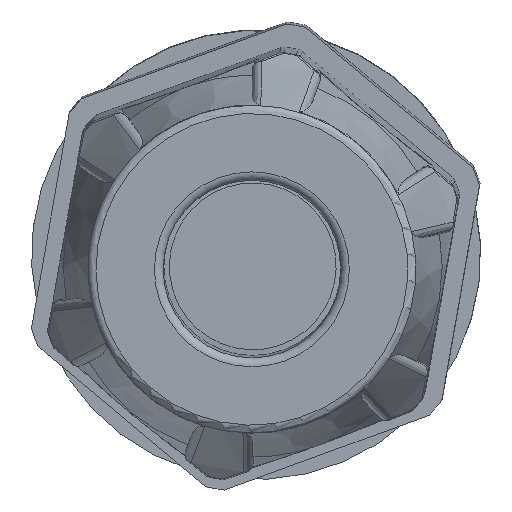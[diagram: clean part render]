
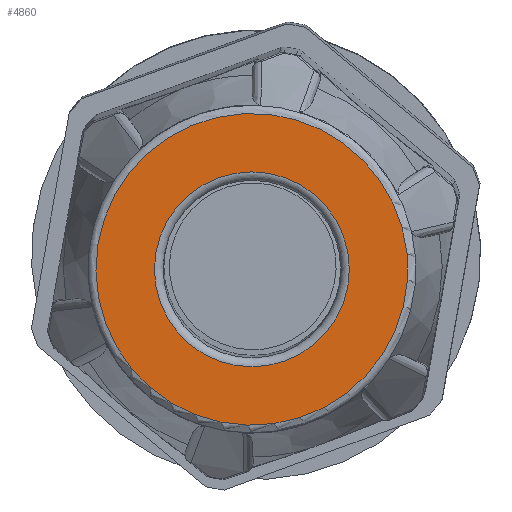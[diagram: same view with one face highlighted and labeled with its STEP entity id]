
A CAD part, left-side view. The second image highlights one B-rep face of the part: STEP entity #4860.
In plain terms, the highlighted face is planar.
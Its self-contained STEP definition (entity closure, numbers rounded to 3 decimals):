
#306=FACE_BOUND('',#1584,.T.);
#985=PLANE('',#5433);
#1260=FACE_OUTER_BOUND('',#1583,.T.);
#1583=EDGE_LOOP('',(#4520));
#1584=EDGE_LOOP('',(#4521));
#1886=CIRCLE('',#5432,5.615);
#1887=CIRCLE('',#5434,8.983);
#2494=VERTEX_POINT('',#12805);
#2495=VERTEX_POINT('',#12808);
#3177=EDGE_CURVE('',#2494,#2494,#1886,.T.);
#3178=EDGE_CURVE('',#2495,#2495,#1887,.T.);
#4520=ORIENTED_EDGE('',*,*,#3178,.F.);
#4521=ORIENTED_EDGE('',*,*,#3177,.T.);
#4860=ADVANCED_FACE('',(#1260,#306),#985,.T.);
#5432=AXIS2_PLACEMENT_3D('',#12806,#6717,#6718);
#5433=AXIS2_PLACEMENT_3D('',#12807,#6719,#6720);
#5434=AXIS2_PLACEMENT_3D('',#12809,#6721,#6722);
#6717=DIRECTION('center_axis',(1.,0.,0.));
#6718=DIRECTION('ref_axis',(0.,0.,-1.));
#6719=DIRECTION('center_axis',(-1.,0.,0.));
#6720=DIRECTION('ref_axis',(0.,0.,1.));
#6721=DIRECTION('center_axis',(1.,0.,0.));
#6722=DIRECTION('ref_axis',(0.,0.,-1.));
#12805=CARTESIAN_POINT('',(-21.9,5.615,0.));
#12806=CARTESIAN_POINT('Origin',(-21.9,0.,0.));
#12807=CARTESIAN_POINT('Origin',(-21.9,8.983,0.));
#12808=CARTESIAN_POINT('',(-21.9,8.983,0.));
#12809=CARTESIAN_POINT('Origin',(-21.9,0.,0.));
